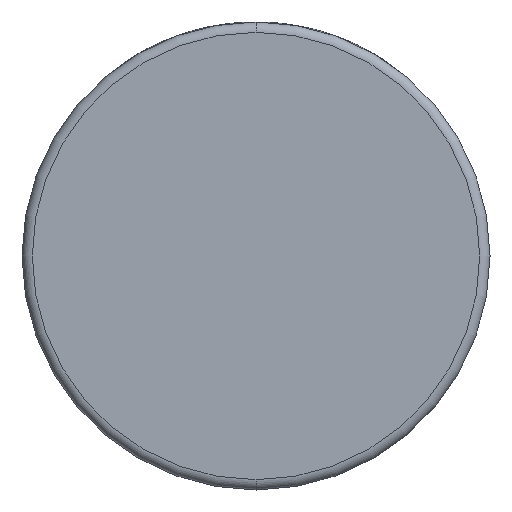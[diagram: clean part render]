
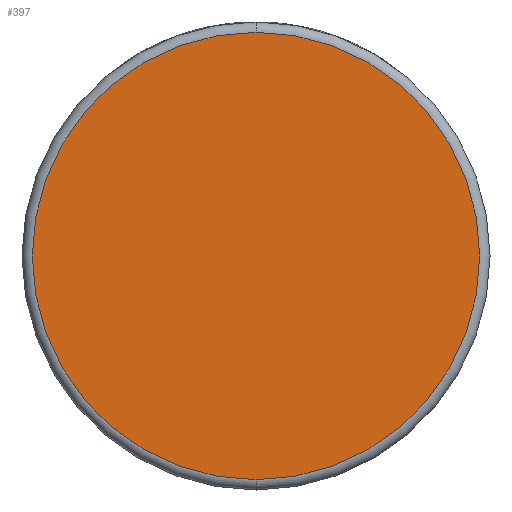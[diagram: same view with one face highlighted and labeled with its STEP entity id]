
A CAD part, front view. The second image highlights one B-rep face of the part: STEP entity #397.
In plain terms, the highlighted planar face has unit normal (0, -1, 0).
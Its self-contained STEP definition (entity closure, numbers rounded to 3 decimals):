
#55 = VERTEX_POINT ( 'NONE', #1625 ) ;
#305 = AXIS2_PLACEMENT_3D ( 'NONE', #868, #424, #3156 ) ;
#324 = ORIENTED_EDGE ( 'NONE', *, *, #4548, .T. ) ;
#397 = ADVANCED_FACE ( 'NONE', ( #3152 ), #408, .F. ) ;
#408 = PLANE ( 'NONE',  #305 ) ;
#424 = DIRECTION ( 'NONE',  ( 0., 1., 0. ) ) ;
#595 = AXIS2_PLACEMENT_3D ( 'NONE', #1178, #797, #4008 ) ;
#676 = EDGE_LOOP ( 'NONE', ( #777, #324 ) ) ;
#776 = CARTESIAN_POINT ( 'NONE',  ( 0., 0., 0. ) ) ;
#777 = ORIENTED_EDGE ( 'NONE', *, *, #3990, .T. ) ;
#797 = DIRECTION ( 'NONE',  ( 0., -1., 0. ) ) ;
#868 = CARTESIAN_POINT ( 'NONE',  ( 0., 0., 0. ) ) ;
#933 = AXIS2_PLACEMENT_3D ( 'NONE', #776, #3205, #1611 ) ;
#1178 = CARTESIAN_POINT ( 'NONE',  ( 0., 0., 0. ) ) ;
#1274 = CIRCLE ( 'NONE', #933, 43.5 ) ;
#1611 = DIRECTION ( 'NONE',  ( 0., 0., 1. ) ) ;
#1625 = CARTESIAN_POINT ( 'NONE',  ( 0., 0., 43.5 ) ) ;
#2088 = VERTEX_POINT ( 'NONE', #2095 ) ;
#2095 = CARTESIAN_POINT ( 'NONE',  ( 0., 0., -43.5 ) ) ;
#3152 = FACE_OUTER_BOUND ( 'NONE', #676, .T. ) ;
#3156 = DIRECTION ( 'NONE',  ( 0., 0., 1. ) ) ;
#3205 = DIRECTION ( 'NONE',  ( 0., -1., 0. ) ) ;
#3418 = CIRCLE ( 'NONE', #595, 43.5 ) ;
#3990 = EDGE_CURVE ( 'NONE', #55, #2088, #1274, .T. ) ;
#4008 = DIRECTION ( 'NONE',  ( 0., 0., 1. ) ) ;
#4548 = EDGE_CURVE ( 'NONE', #2088, #55, #3418, .T. ) ;
